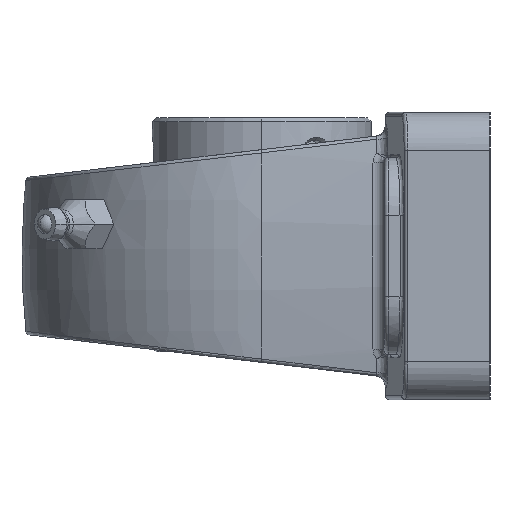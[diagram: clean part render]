
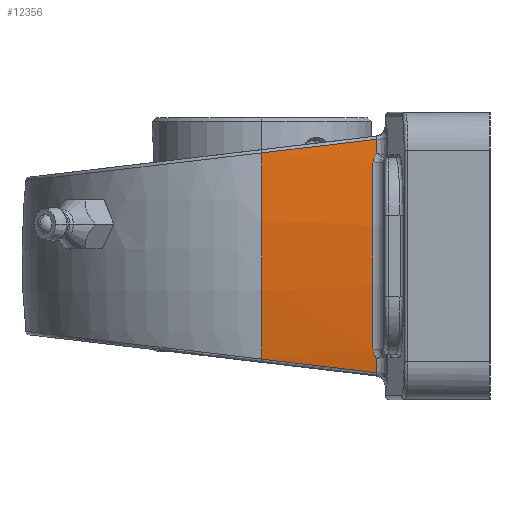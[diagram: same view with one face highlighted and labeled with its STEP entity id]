
A CAD part, left-side view. The second image highlights one B-rep face of the part: STEP entity #12356.
In plain terms, the highlighted cylindrical face has radius 96.8 mm (diameter 193.6 mm), a partial arc.
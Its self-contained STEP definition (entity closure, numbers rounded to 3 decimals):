
#1223 = CARTESIAN_POINT ( 'NONE',  ( -30.833, 30.2, 13.65 ) ) ;
#1265 = CARTESIAN_POINT ( 'NONE',  ( -30.559, 15.046, 15.452 ) ) ;
#1271 = CARTESIAN_POINT ( 'NONE',  ( -30.559, 15.046, -15.452 ) ) ;
#1307 = CARTESIAN_POINT ( 'NONE',  ( -30.754, 15.033, 14.206 ) ) ;
#1308 = CARTESIAN_POINT ( 'NONE',  ( -30.842, 15.026, 13.582 ) ) ;
#1309 =( BOUNDED_CURVE ( )  B_SPLINE_CURVE ( 3, ( #1308, #1307, #1357, #1356 ),
 .UNSPECIFIED., .F., .T. ) 
 B_SPLINE_CURVE_WITH_KNOTS ( ( 4, 4 ),
 ( 3.282, 3.302 ),
 .UNSPECIFIED. ) 
 CURVE ( )  GEOMETRIC_REPRESENTATION_ITEM ( )  RATIONAL_B_SPLINE_CURVE ( ( 1., 1., 1., 1. ) ) 
 REPRESENTATION_ITEM ( '' )  );
#1333 = B_SPLINE_CURVE_WITH_KNOTS ( 'NONE', 3,
 ( #1381, #1380, #1379, #1378, #1377, #1376 ),
 .UNSPECIFIED., .F., .F.,
 ( 4, 2, 4 ),
 ( 0., 0.001, 0.001 ),
 .UNSPECIFIED. ) ;
#1334 = FACE_OUTER_BOUND ( 'NONE', #12182, .T. ) ;
#1336 = CARTESIAN_POINT ( 'NONE',  ( 65., -24.109, 0. ) ) ;
#1337 = DIRECTION ( 'NONE',  ( 0., 0., 1. ) ) ;
#1338 = DIRECTION ( 'NONE',  ( 0., 1., 0. ) ) ;
#1339 = AXIS2_PLACEMENT_3D ( 'NONE', #1345, #1338, #1337 ) ;
#1340 = CYLINDRICAL_SURFACE ( 'NONE', #1382, 96.8 ) ;
#1341 =( BOUNDED_CURVE ( )  B_SPLINE_CURVE ( 3, ( #1410, #1409, #1408, #1407 ),
 .UNSPECIFIED., .F., .F. ) 
 B_SPLINE_CURVE_WITH_KNOTS ( ( 4, 4 ),
 ( 1.712, 1.731 ),
 .UNSPECIFIED. ) 
 CURVE ( )  GEOMETRIC_REPRESENTATION_ITEM ( )  RATIONAL_B_SPLINE_CURVE ( ( 1., 1., 1., 1. ) ) 
 REPRESENTATION_ITEM ( '' )  );
#1345 = CARTESIAN_POINT ( 'NONE',  ( 65., 15.5, 0. ) ) ;
#1347 = CARTESIAN_POINT ( 'NONE',  ( -30.842, 15.026, 13.582 ) ) ;
#1348 = CARTESIAN_POINT ( 'NONE',  ( -30.868, 15.179, 13.405 ) ) ;
#1349 = CARTESIAN_POINT ( 'NONE',  ( -30.895, 15.296, 13.207 ) ) ;
#1350 = CARTESIAN_POINT ( 'NONE',  ( -30.954, 15.459, 12.77 ) ) ;
#1351 = CARTESIAN_POINT ( 'NONE',  ( -30.984, 15.5, 12.543 ) ) ;
#1352 = CARTESIAN_POINT ( 'NONE',  ( -31.014, 15.5, 12.309 ) ) ;
#1353 = CARTESIAN_POINT ( 'NONE',  ( -31.014, 15.5, 12.309 ) ) ;
#1354 = CIRCLE ( 'NONE', #1339, 96.8 ) ;
#1355 = B_SPLINE_CURVE_WITH_KNOTS ( 'NONE', 3,
 ( #1352, #1351, #1350, #1349, #1348, #1347 ),
 .UNSPECIFIED., .F., .F.,
 ( 4, 2, 4 ),
 ( 0., 0.001, 0.001 ),
 .UNSPECIFIED. ) ;
#1356 = CARTESIAN_POINT ( 'NONE',  ( -30.559, 15.046, 15.452 ) ) ;
#1357 = CARTESIAN_POINT ( 'NONE',  ( -30.659, 15.039, 14.83 ) ) ;
#1365 = DIRECTION ( 'NONE',  ( 0., 0., 1. ) ) ;
#1366 = DIRECTION ( 'NONE',  ( 0., 1., 0. ) ) ;
#1369 = CARTESIAN_POINT ( 'NONE',  ( -30.842, 15.026, -13.582 ) ) ;
#1370 = CARTESIAN_POINT ( 'NONE',  ( -30.754, 15.033, -14.206 ) ) ;
#1371 = CARTESIAN_POINT ( 'NONE',  ( -30.659, 15.039, -14.83 ) ) ;
#1372 = CARTESIAN_POINT ( 'NONE',  ( -30.559, 15.046, -15.452 ) ) ;
#1375 =( BOUNDED_CURVE ( )  B_SPLINE_CURVE ( 3, ( #1372, #1371, #1370, #1369 ),
 .UNSPECIFIED., .F., .F. ) 
 B_SPLINE_CURVE_WITH_KNOTS ( ( 4, 4 ),
 ( 2.981, 3.001 ),
 .UNSPECIFIED. ) 
 CURVE ( )  GEOMETRIC_REPRESENTATION_ITEM ( )  RATIONAL_B_SPLINE_CURVE ( ( 1., 1., 1., 1. ) ) 
 REPRESENTATION_ITEM ( '' )  );
#1376 = CARTESIAN_POINT ( 'NONE',  ( -31.014, 15.5, -12.309 ) ) ;
#1377 = CARTESIAN_POINT ( 'NONE',  ( -30.984, 15.5, -12.543 ) ) ;
#1378 = CARTESIAN_POINT ( 'NONE',  ( -30.954, 15.459, -12.77 ) ) ;
#1379 = CARTESIAN_POINT ( 'NONE',  ( -30.895, 15.296, -13.206 ) ) ;
#1380 = CARTESIAN_POINT ( 'NONE',  ( -30.868, 15.179, -13.405 ) ) ;
#1381 = CARTESIAN_POINT ( 'NONE',  ( -30.842, 15.026, -13.582 ) ) ;
#1382 = AXIS2_PLACEMENT_3D ( 'NONE', #1336, #1366, #1365 ) ;
#1407 = CARTESIAN_POINT ( 'NONE',  ( -30.559, 15.046, -15.452 ) ) ;
#1408 = CARTESIAN_POINT ( 'NONE',  ( -30.656, 20.09, -14.852 ) ) ;
#1409 = CARTESIAN_POINT ( 'NONE',  ( -30.747, 25.142, -14.251 ) ) ;
#1410 = CARTESIAN_POINT ( 'NONE',  ( -30.833, 30.2, -13.65 ) ) ;
#1413 = CARTESIAN_POINT ( 'NONE',  ( -30.833, 30.2, 13.65 ) ) ;
#1414 = CARTESIAN_POINT ( 'NONE',  ( -30.747, 25.142, 14.251 ) ) ;
#1415 = CARTESIAN_POINT ( 'NONE',  ( -30.656, 20.09, 14.852 ) ) ;
#1416 = CARTESIAN_POINT ( 'NONE',  ( -30.559, 15.046, 15.452 ) ) ;
#1417 =( BOUNDED_CURVE ( )  B_SPLINE_CURVE ( 3, ( #1416, #1415, #1414, #1413 ),
 .UNSPECIFIED., .F., .F. ) 
 B_SPLINE_CURVE_WITH_KNOTS ( ( 4, 4 ),
 ( 4.552, 4.571 ),
 .UNSPECIFIED. ) 
 CURVE ( )  GEOMETRIC_REPRESENTATION_ITEM ( )  RATIONAL_B_SPLINE_CURVE ( ( 1., 1., 1., 1. ) ) 
 REPRESENTATION_ITEM ( '' )  );
#1428 = CIRCLE ( 'NONE', #1450, 96.8 ) ;
#1447 = DIRECTION ( 'NONE',  ( 0., 0., -1. ) ) ;
#1448 = DIRECTION ( 'NONE',  ( 0., -1., 0. ) ) ;
#1449 = CARTESIAN_POINT ( 'NONE',  ( 65., 30.2, 0. ) ) ;
#1450 = AXIS2_PLACEMENT_3D ( 'NONE', #1449, #1448, #1447 ) ;
#11431 = CARTESIAN_POINT ( 'NONE',  ( -31.014, 15.5, -12.309 ) ) ;
#11492 = CARTESIAN_POINT ( 'NONE',  ( -30.842, 15.026, -13.582 ) ) ;
#11493 = CARTESIAN_POINT ( 'NONE',  ( -30.833, 30.2, -13.65 ) ) ;
#11523 = CARTESIAN_POINT ( 'NONE',  ( -30.842, 15.026, 13.582 ) ) ;
#12166 = ORIENTED_EDGE ( 'NONE', *, *, #12354, .T. ) ;
#12182 = EDGE_LOOP ( 'NONE', ( #12363, #12245, #12166, #12341, #12352, #12357, #12327, #12411 ) ) ;
#12195 = VERTEX_POINT ( 'NONE', #11431 ) ;
#12216 = VERTEX_POINT ( 'NONE', #11493 ) ;
#12233 = VERTEX_POINT ( 'NONE', #11492 ) ;
#12245 = ORIENTED_EDGE ( 'NONE', *, *, #12355, .T. ) ;
#12250 = VERTEX_POINT ( 'NONE', #11523 ) ;
#12277 = VERTEX_POINT ( 'NONE', #1223 ) ;
#12290 = VERTEX_POINT ( 'NONE', #1271 ) ;
#12292 = VERTEX_POINT ( 'NONE', #1265 ) ;
#12315 = EDGE_CURVE ( 'NONE', #12250, #12292, #1309, .T. ) ;
#12326 = EDGE_CURVE ( 'NONE', #12332, #12250, #1355, .T. ) ;
#12327 = ORIENTED_EDGE ( 'NONE', *, *, #12429, .T. ) ;
#12332 = VERTEX_POINT ( 'NONE', #1353 ) ;
#12341 = ORIENTED_EDGE ( 'NONE', *, *, #12343, .T. ) ;
#12343 = EDGE_CURVE ( 'NONE', #12195, #12332, #1354, .T. ) ;
#12352 = ORIENTED_EDGE ( 'NONE', *, *, #12326, .T. ) ;
#12354 = EDGE_CURVE ( 'NONE', #12233, #12195, #1333, .T. ) ;
#12355 = EDGE_CURVE ( 'NONE', #12290, #12233, #1375, .T. ) ;
#12356 = ADVANCED_FACE ( 'NONE', ( #1334 ), #1340, .T. ) ;
#12357 = ORIENTED_EDGE ( 'NONE', *, *, #12315, .T. ) ;
#12360 = EDGE_CURVE ( 'NONE', #12216, #12290, #1341, .T. ) ;
#12363 = ORIENTED_EDGE ( 'NONE', *, *, #12360, .T. ) ;
#12411 = ORIENTED_EDGE ( 'NONE', *, *, #12432, .T. ) ;
#12429 = EDGE_CURVE ( 'NONE', #12292, #12277, #1417, .T. ) ;
#12432 = EDGE_CURVE ( 'NONE', #12277, #12216, #1428, .T. ) ;
